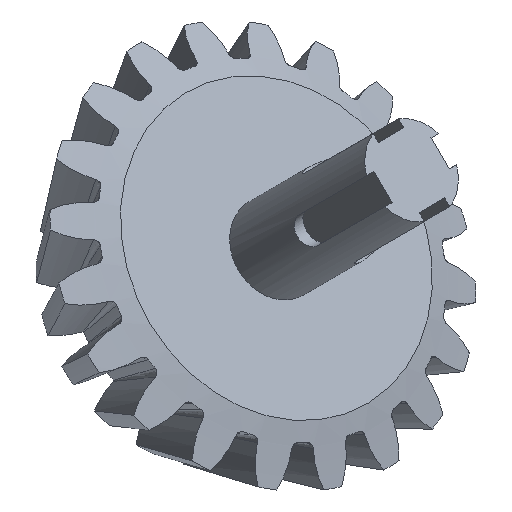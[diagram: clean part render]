
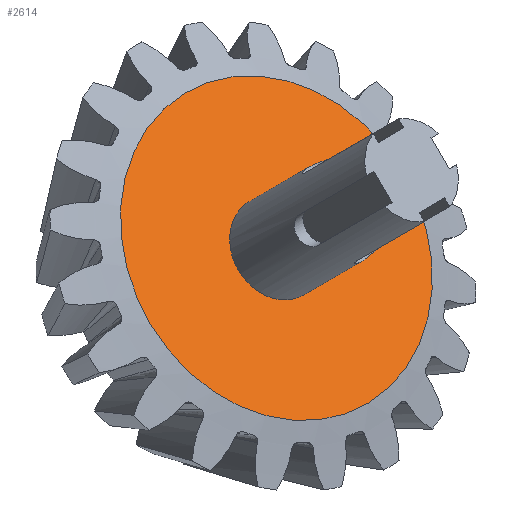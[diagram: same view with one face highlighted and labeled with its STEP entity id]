
A CAD part, isometric view. The second image highlights one B-rep face of the part: STEP entity #2614.
In plain terms, the highlighted planar face has unit normal (0, -0.707, 0.707).
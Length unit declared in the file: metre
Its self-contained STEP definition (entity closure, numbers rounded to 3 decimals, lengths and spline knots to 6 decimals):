
#18=PLANE('',#2768);
#110=CIRCLE('',#2766,0.02);
#111=CIRCLE('',#2769,0.006);
#1121=ORIENTED_EDGE('',*,*,#1584,.F.);
#1122=ORIENTED_EDGE('',*,*,#1583,.T.);
#1583=EDGE_CURVE('',#1876,#1876,#110,.T.);
#1584=EDGE_CURVE('',#1877,#1877,#111,.T.);
#1876=VERTEX_POINT('',#8045);
#1877=VERTEX_POINT('',#8049);
#2244=EDGE_LOOP('',(#1121));
#2245=EDGE_LOOP('',(#1122));
#2390=FACE_BOUND('',#2244,.T.);
#2391=FACE_BOUND('',#2245,.T.);
#2614=ADVANCED_FACE('',(#2390,#2391),#18,.T.);
#2766=AXIS2_PLACEMENT_3D('',#8044,#3118,#3119);
#2768=AXIS2_PLACEMENT_3D('',#8047,#3122,#3123);
#2769=AXIS2_PLACEMENT_3D('',#8048,#3124,#3125);
#3118=DIRECTION('',(0.,-0.707,0.707));
#3119=DIRECTION('',(0.189,-0.694,-0.694));
#3122=DIRECTION('',(0.,-0.707,0.707));
#3123=DIRECTION('',(1.,0.005,0.005));
#3124=DIRECTION('',(0.,-0.707,0.707));
#3125=DIRECTION('',(0.189,-0.694,-0.694));
#8044=CARTESIAN_POINT('',(-0.000695,0.031366,0.045495));
#8045=CARTESIAN_POINT('',(0.003087,0.017479,0.031608));
#8047=CARTESIAN_POINT('',(-0.000695,0.031366,0.045495));
#8048=CARTESIAN_POINT('',(-0.000695,0.031366,0.045495));
#8049=CARTESIAN_POINT('',(0.00044,0.0272,0.041329));
